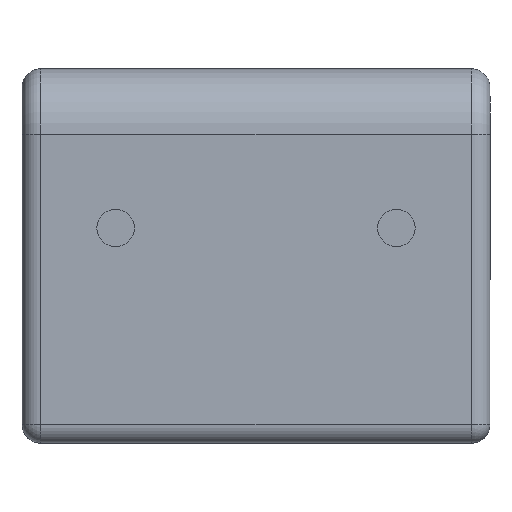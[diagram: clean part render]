
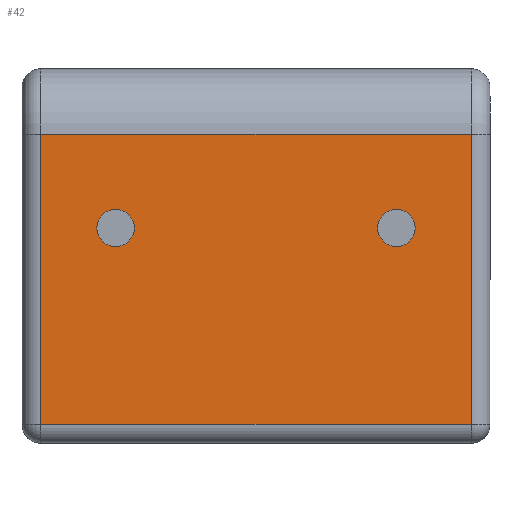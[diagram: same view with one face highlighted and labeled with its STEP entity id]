
A CAD part, left-side view. The second image highlights one B-rep face of the part: STEP entity #42.
In plain terms, the highlighted planar face has unit normal (-1, 0, 0).
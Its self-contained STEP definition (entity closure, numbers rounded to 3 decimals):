
#6 = ORIENTED_EDGE ( 'NONE', *, *, #818, .T. ) ;
#10 = LINE ( 'NONE', #639, #329 ) ;
#13 = EDGE_CURVE ( 'NONE', #1883, #1824, #2068, .T. ) ;
#17 = EDGE_LOOP ( 'NONE', ( #6, #443, #1005, #2086 ) ) ;
#42 = ADVANCED_FACE ( 'NONE', ( #904, #561, #1672 ), #221, .F. ) ;
#80 = DIRECTION ( 'NONE',  ( 0., 0., -1. ) ) ;
#93 = CIRCLE ( 'NONE', #1273, 1. ) ;
#124 = AXIS2_PLACEMENT_3D ( 'NONE', #1215, #719, #80 ) ;
#138 = CARTESIAN_POINT ( 'NONE',  ( -23., 0., -19. ) ) ;
#173 = AXIS2_PLACEMENT_3D ( 'NONE', #2048, #595, #1566 ) ;
#193 = CARTESIAN_POINT ( 'NONE',  ( -23., -7.5, -9.5 ) ) ;
#213 = DIRECTION ( 'NONE',  ( 0., 0., -1. ) ) ;
#221 = PLANE ( 'NONE',  #124 ) ;
#296 = CARTESIAN_POINT ( 'NONE',  ( -23., -7.5, -8.5 ) ) ;
#329 = VECTOR ( 'NONE', #1283, 1000. ) ;
#333 = CARTESIAN_POINT ( 'NONE',  ( -23., 0., -3.5 ) ) ;
#344 = EDGE_CURVE ( 'NONE', #1494, #1287, #1798, .T. ) ;
#349 = ORIENTED_EDGE ( 'NONE', *, *, #1552, .F. ) ;
#351 = DIRECTION ( 'NONE',  ( 0., 0., -1. ) ) ;
#434 = EDGE_CURVE ( 'NONE', #1943, #1287, #10, .T. ) ;
#443 = ORIENTED_EDGE ( 'NONE', *, *, #434, .T. ) ;
#450 = EDGE_CURVE ( 'NONE', #915, #922, #93, .T. ) ;
#482 = CARTESIAN_POINT ( 'NONE',  ( -23., 7.5, -8.5 ) ) ;
#497 = LINE ( 'NONE', #138, #1121 ) ;
#534 = VECTOR ( 'NONE', #1141, 1000. ) ;
#561 = FACE_BOUND ( 'NONE', #1616, .T. ) ;
#595 = DIRECTION ( 'NONE',  ( -1., 0., 0. ) ) ;
#639 = CARTESIAN_POINT ( 'NONE',  ( -23., -11.5, 0. ) ) ;
#719 = DIRECTION ( 'NONE',  ( 1., 0., 0. ) ) ;
#733 = CARTESIAN_POINT ( 'NONE',  ( -23., 11.5, -3.5 ) ) ;
#818 = EDGE_CURVE ( 'NONE', #1506, #1943, #497, .T. ) ;
#832 = CIRCLE ( 'NONE', #1201, 1. ) ;
#851 = LINE ( 'NONE', #1491, #1114 ) ;
#904 = FACE_BOUND ( 'NONE', #1073, .T. ) ;
#915 = VERTEX_POINT ( 'NONE', #2092 ) ;
#922 = VERTEX_POINT ( 'NONE', #1970 ) ;
#962 = ORIENTED_EDGE ( 'NONE', *, *, #1348, .F. ) ;
#1005 = ORIENTED_EDGE ( 'NONE', *, *, #344, .F. ) ;
#1015 = DIRECTION ( 'NONE',  ( -1., 0., 0. ) ) ;
#1031 = EDGE_CURVE ( 'NONE', #1494, #1506, #851, .T. ) ;
#1073 = EDGE_LOOP ( 'NONE', ( #962, #1528 ) ) ;
#1111 = DIRECTION ( 'NONE',  ( -1., 0., 0. ) ) ;
#1114 = VECTOR ( 'NONE', #213, 1000. ) ;
#1121 = VECTOR ( 'NONE', #1761, 1000. ) ;
#1141 = DIRECTION ( 'NONE',  ( 0., -1., 0. ) ) ;
#1183 = DIRECTION ( 'NONE',  ( 0., 0., -1. ) ) ;
#1201 = AXIS2_PLACEMENT_3D ( 'NONE', #1312, #1015, #1183 ) ;
#1208 = CARTESIAN_POINT ( 'NONE',  ( -23., 11.5, -19. ) ) ;
#1215 = CARTESIAN_POINT ( 'NONE',  ( -23., 0., 0. ) ) ;
#1273 = AXIS2_PLACEMENT_3D ( 'NONE', #482, #1955, #351 ) ;
#1283 = DIRECTION ( 'NONE',  ( 0., 0., 1. ) ) ;
#1287 = VERTEX_POINT ( 'NONE', #1645 ) ;
#1312 = CARTESIAN_POINT ( 'NONE',  ( -23., -7.5, -8.5 ) ) ;
#1348 = EDGE_CURVE ( 'NONE', #1824, #1883, #832, .T. ) ;
#1365 = ORIENTED_EDGE ( 'NONE', *, *, #450, .F. ) ;
#1411 = AXIS2_PLACEMENT_3D ( 'NONE', #296, #1111, #1603 ) ;
#1491 = CARTESIAN_POINT ( 'NONE',  ( -23., 11.5, 0. ) ) ;
#1494 = VERTEX_POINT ( 'NONE', #733 ) ;
#1506 = VERTEX_POINT ( 'NONE', #1208 ) ;
#1528 = ORIENTED_EDGE ( 'NONE', *, *, #13, .F. ) ;
#1552 = EDGE_CURVE ( 'NONE', #922, #915, #2002, .T. ) ;
#1566 = DIRECTION ( 'NONE',  ( 0., 0., -1. ) ) ;
#1603 = DIRECTION ( 'NONE',  ( 0., 0., -1. ) ) ;
#1616 = EDGE_LOOP ( 'NONE', ( #1365, #349 ) ) ;
#1645 = CARTESIAN_POINT ( 'NONE',  ( -23., -11.5, -3.5 ) ) ;
#1672 = FACE_OUTER_BOUND ( 'NONE', #17, .T. ) ;
#1701 = CARTESIAN_POINT ( 'NONE',  ( -23., -11.5, -19. ) ) ;
#1761 = DIRECTION ( 'NONE',  ( 0., -1., 0. ) ) ;
#1798 = LINE ( 'NONE', #333, #534 ) ;
#1824 = VERTEX_POINT ( 'NONE', #193 ) ;
#1872 = CARTESIAN_POINT ( 'NONE',  ( -23., -7.5, -7.5 ) ) ;
#1883 = VERTEX_POINT ( 'NONE', #1872 ) ;
#1943 = VERTEX_POINT ( 'NONE', #1701 ) ;
#1955 = DIRECTION ( 'NONE',  ( -1., 0., 0. ) ) ;
#1970 = CARTESIAN_POINT ( 'NONE',  ( -23., 7.5, -7.5 ) ) ;
#2002 = CIRCLE ( 'NONE', #173, 1. ) ;
#2048 = CARTESIAN_POINT ( 'NONE',  ( -23., 7.5, -8.5 ) ) ;
#2068 = CIRCLE ( 'NONE', #1411, 1. ) ;
#2086 = ORIENTED_EDGE ( 'NONE', *, *, #1031, .T. ) ;
#2092 = CARTESIAN_POINT ( 'NONE',  ( -23., 7.5, -9.5 ) ) ;
